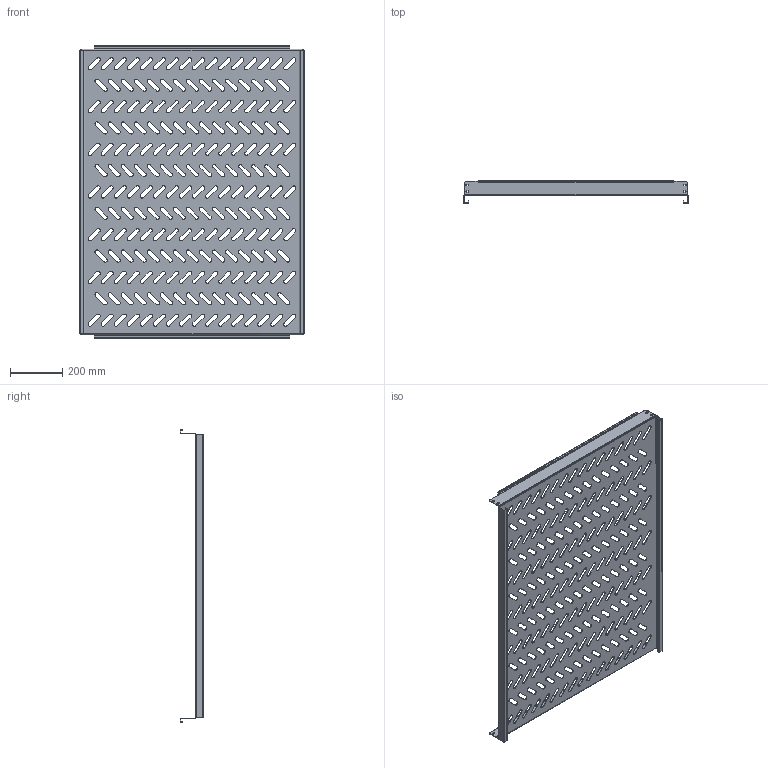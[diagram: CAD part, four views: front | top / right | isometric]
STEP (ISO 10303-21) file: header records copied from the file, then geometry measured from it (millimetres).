
FILE_DESCRIPTION (( 'STEP AP214' ), '1' );
FILE_NAME ('945.329.STEP', '2024-09-25T10:31:31', ( '' ), ( '' ), 'SwSTEP 2.0', 'SolidWorks 2021', '' );
FILE_SCHEMA (( 'AUTOMOTIVE_DESIGN' ));
Length unit declared in the file: millimetre
Products named in the file (1): 945.329
Bounding box: 860 x 90 x 1120 mm (x, y, z)
Volume: 2010414.2 mm3; surface area: 2075111.8 mm2
Topology: 1 solids, 1 shells, 1172 faces, 3422 edges, 2252 vertices
Faces by surface type: cylinder 666, plane 498, bspline 8
Entity records: 40444 total; most frequent: CARTESIAN_POINT 7347, DIRECTION 7044, ORIENTED_EDGE 6844, EDGE_CURVE 3422, AXIS2_PLACEMENT_3D 2497, VERTEX_POINT 2252, LINE 2050, VECTOR 2050
